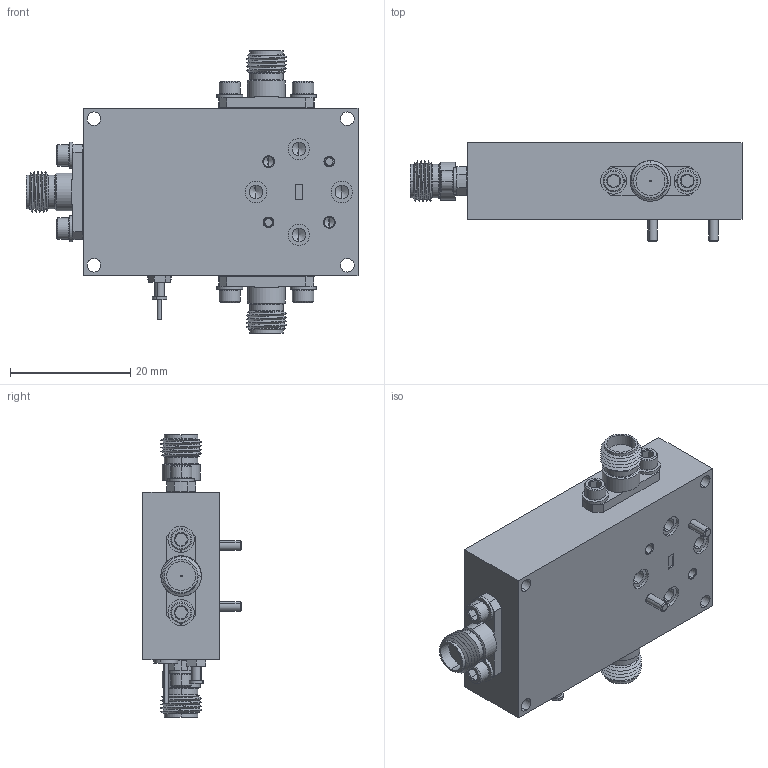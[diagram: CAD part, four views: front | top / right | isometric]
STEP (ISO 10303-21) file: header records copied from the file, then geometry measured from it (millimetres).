
FILE_DESCRIPTION (( 'STEP AP203' ), '1' );
FILE_NAME ('SST-9430432030-10-M1.STEP', '2019-04-06T00:13:59', ( '' ), ( '' ), 'SwSTEP 2.0', 'SolidWorks 2016', '' );
FILE_SCHEMA (( 'CONFIG_CONTROL_DESIGN' ));
Products named in the file (1): SST-9430432030-10-M1
Bounding box: 55.24 x 16.32 x 46.99 mm (x, y, z)
Volume: 16923.2 mm3; surface area: 10472 mm2
Topology: 26 solids, 26 shells, 1010 faces, 2574 edges, 1629 vertices
Faces by surface type: cylinder 521, plane 251, cone 200, bspline 32, torus 6
Entity records: 43187 total; most frequent: CARTESIAN_POINT 20985, ORIENTED_EDGE 5064, DIRECTION 4203, EDGE_CURVE 2532, VERTEX_POINT 1629, AXIS2_PLACEMENT_3D 1594, EDGE_LOOP 1101, LINE 1015
